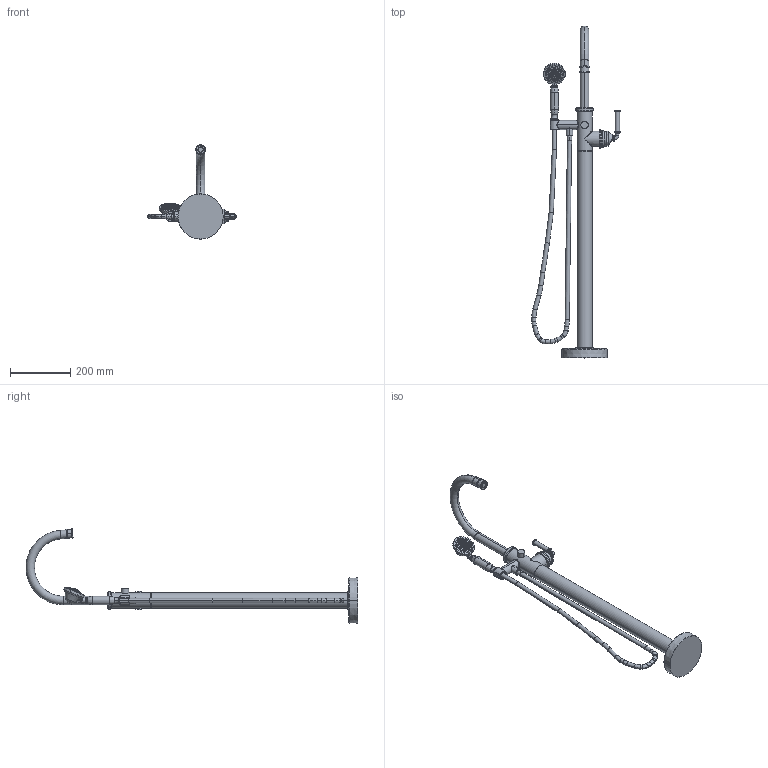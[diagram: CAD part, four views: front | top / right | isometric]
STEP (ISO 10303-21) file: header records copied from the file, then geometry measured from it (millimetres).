
FILE_DESCRIPTION((''),'2;1');
FILE_NAME('2940-4261_','2024-06-13T19:17:37',('nehatek'),(''),'CREO PARAMETRIC BY PTC INC, 2023134','CREO PARAMETRIC BY PTC INC, 2023134','');
FILE_SCHEMA(('CONFIG_CONTROL_DESIGN'));
Length unit declared in the file: inch
Products named in the file (1): 2940-4261_
Bounding box: 293.37 x 1099.88 x 312.32 mm (x, y, z)
Volume: 3063380 mm3; surface area: 341391.3 mm2
Topology: 1 solids, 1 shells, 762 faces, 1858 edges, 1175 vertices
Faces by surface type: cylinder 316, plane 223, torus 111, cone 75, bspline 29, sphere 8
Entity records: 31786 total; most frequent: CARTESIAN_POINT 14499, ORIENTED_EDGE 3704, DIRECTION 3406, EDGE_CURVE 1852, AXIS2_PLACEMENT_3D 1345, VERTEX_POINT 1175, EDGE_LOOP 847, FACE_OUTER_BOUND 762
